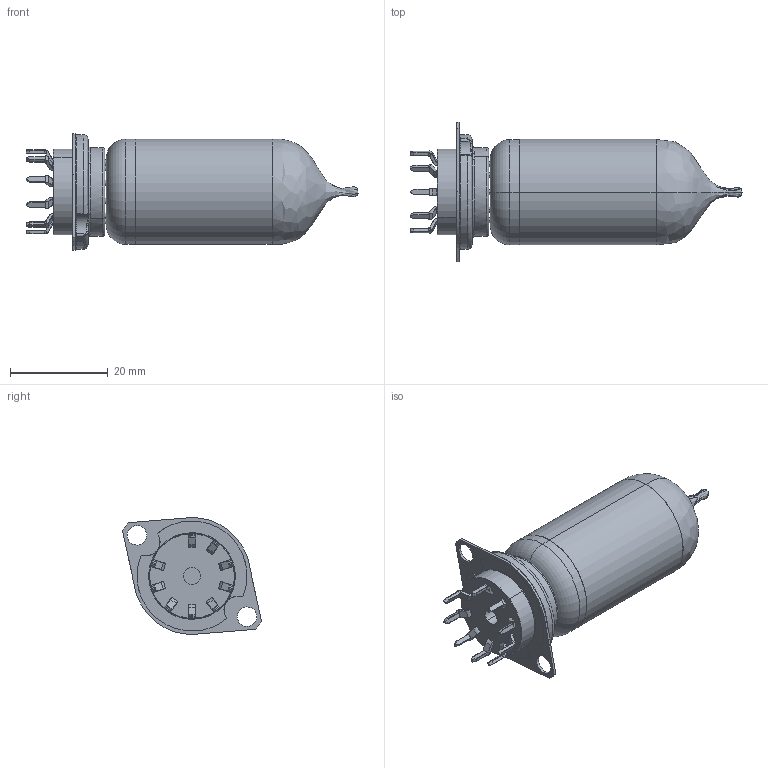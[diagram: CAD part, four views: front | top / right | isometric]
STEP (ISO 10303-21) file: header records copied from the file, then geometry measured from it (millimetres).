
FILE_DESCRIPTION(('FreeCAD Model'),'2;1');
FILE_NAME('Open CASCADE Shape Model','2025-09-29T08:28:53',(''),(''), 'Open CASCADE STEP processor 7.8','FreeCAD','Unknown');
FILE_SCHEMA(('AUTOMOTIVE_DESIGN { 1 0 10303 214 1 1 1 1 }'));
Length unit declared in the file: millimetre
Products named in the file (34): Unnamed; assembly_socket_9_pin_vacuum_valve_12ax7_STEP_AP214; socket_base; pino montado do secket; parte do terminal_superior; terminais_socket_9_pin; pino montado do secket001; pino montado do secket002; pino montado do secket003; pino montado do secket004; pino montado do secket005; pino montado do secket006; pino montado do secket007; pino montado do secket008; suporte_socket_9_pin; final; CÃÂÃÂ³pia de chapeu-dissipador^final; suporte-dissipador; dissipador; cintura baixa; coluna-cintura-baixa; anodos002; anodos; anodos001; anodos005; caulda da base; base-vidro-corpo; terminais; corpo-topo; terminais-internos; terminais-lamina; terminais-filamentos; corpo-vidro-meio
Assembly tree (69 placements, depth 5):
  Unnamed
    assembly_socket_9_pin_vacuum_valve_12ax7_STEP_AP214
      socket_base
      pino montado do secket
        parte do terminal_superior
        terminais_socket_9_pin
      pino montado do secket001
        parte do terminal_superior
        terminais_socket_9_pin
      pino montado do secket002
        parte do terminal_superior
        terminais_socket_9_pin
      pino montado do secket003
        parte do terminal_superior
        terminais_socket_9_pin
      pino montado do secket004
        parte do terminal_superior
        terminais_socket_9_pin
      pino montado do secket005
        parte do terminal_superior
        terminais_socket_9_pin
      pino montado do secket006
        parte do terminal_superior
        terminais_socket_9_pin
      pino montado do secket007
        parte do terminal_superior
        terminais_socket_9_pin
      pino montado do secket008
        parte do terminal_superior
        terminais_socket_9_pin
      suporte_socket_9_pin
    Unnamed
      final
        CÃÂÃÂ³pia de chapeu-dissipador^final
        suporte-dissipador
        dissipador
        cintura baixa  x2
        coluna-cintura-baixa  x2
        anodos002
          anodos
          anodos001
        anodos005
          anodos
          anodos001
        caulda da base
        base-vidro-corpo
        terminais  x9
        corpo-topo
        terminais-internos  x3
        terminais-lamina
        terminais-filamentos  x5
        corpo-vidro-meio
      assembly_socket_9_pin_vacuum_valve_12ax7_STEP_AP214
        socket_base
        pino montado do secket
          parte do terminal_superior
          terminais_socket_9_pin
        pino montado do secket001
          parte do terminal_superior
          terminais_socket_9_pin
Bounding box: 67.9 x 28.47 x 23.92 mm (x, y, z)
Volume: 12106.4 mm3; surface area: 29261.4 mm2
Topology: 106 solids, 106 shells, 3750 faces, 9146 edges, 5406 vertices
Faces by surface type: cylinder 1606, plane 1236, torus 446, sphere 248, bspline 166, cone 48
Entity records: 26763 total; most frequent: CARTESIAN_POINT 6454, DIRECTION 4086, ORIENTED_EDGE 3854, EDGE_CURVE 1927, AXIS2_PLACEMENT_3D 1557, VERTEX_POINT 1191, LINE 972, VECTOR 972
